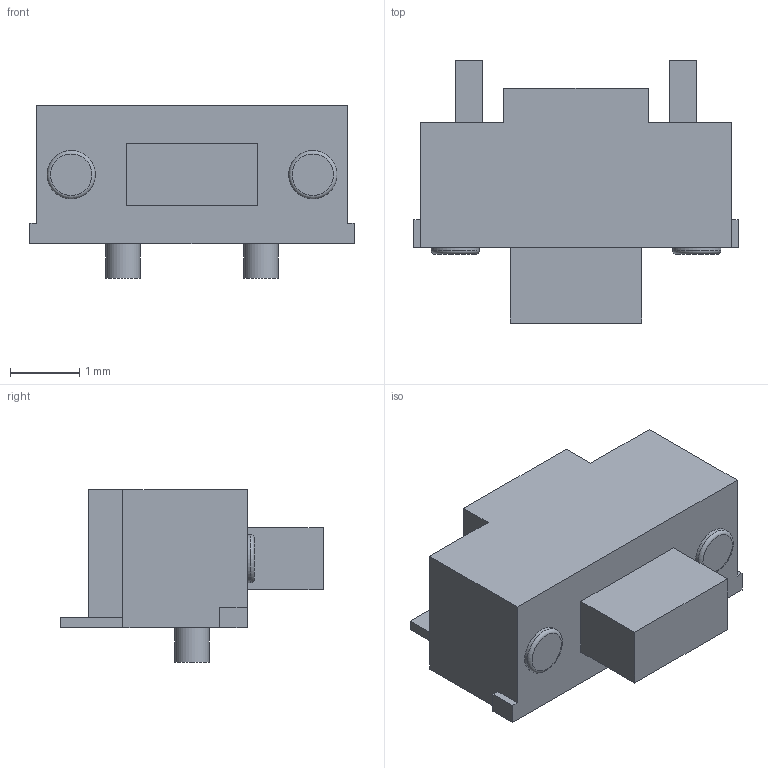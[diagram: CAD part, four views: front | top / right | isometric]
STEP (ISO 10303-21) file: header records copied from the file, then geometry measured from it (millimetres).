
FILE_DESCRIPTION(/* description */ (''),/* implementation_level */ '2;1');
FILE_NAME(/* name */ '2x4x3.step',/* time_stamp */ '2018-09-27T14:21:21+01:00',/* author */ ('eric.n.tech'),/* organization */ (''),/* preprocessor_version */ 'ST-DEVELOPER v17.2',/* originating_system */ 'Autodesk Translation Framework v7.6.0.251',/* authorisation */ '');
FILE_SCHEMA (('AUTOMOTIVE_DESIGN { 1 0 10303 214 3 1 1 }'));
Length unit declared in the file: millimetre
Products named in the file (1): 2x4x3.5 SMD right angle tactile switch
Bounding box: 4.7 x 3.8 x 2.5 mm (x, y, z)
Volume: 20.6 mm3; surface area: 59.5 mm2
Topology: 4 solids, 4 shells, 44 faces, 98 edges, 66 vertices
Faces by surface type: plane 38, cylinder 4, torus 2
Full cylindrical faces by diameter (mm): 0.5 x2, 0.7 x2
Entity records: 1289 total; most frequent: CARTESIAN_POINT 209, DIRECTION 204, ORIENTED_EDGE 196, EDGE_CURVE 98, LINE 82, VECTOR 82, VERTEX_POINT 66, AXIS2_PLACEMENT_3D 61
